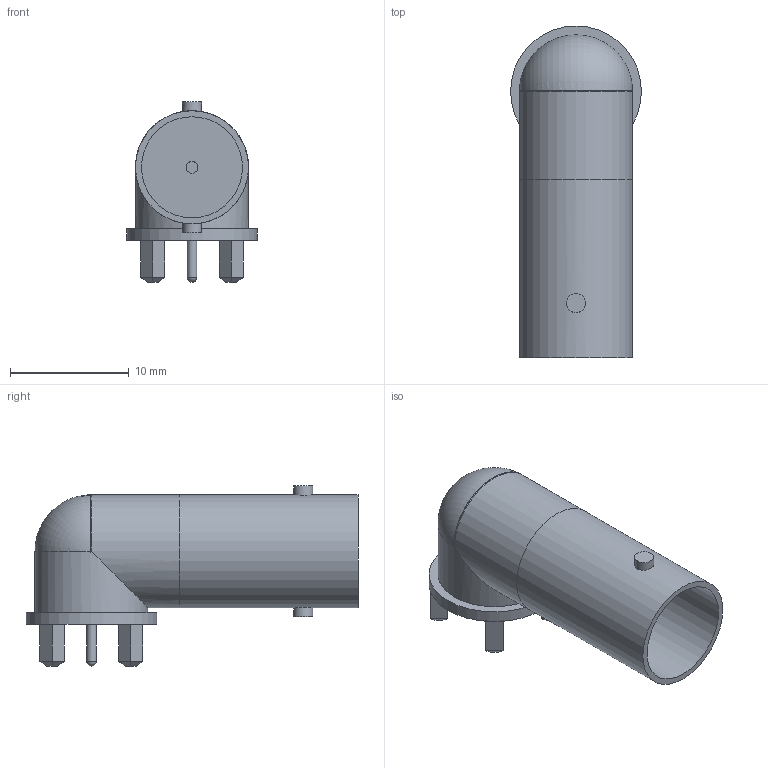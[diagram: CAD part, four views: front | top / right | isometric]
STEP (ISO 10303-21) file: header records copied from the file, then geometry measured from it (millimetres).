
FILE_DESCRIPTION(('FreeCAD Model'),'2;1');
FILE_NAME('Open CASCADE Shape Model','2025-10-09T22:01:15',(''),(''), 'Open CASCADE STEP processor 7.8','FreeCAD','Unknown');
FILE_SCHEMA(('AUTOMOTIVE_DESIGN { 1 0 10303 214 1 1 1 1 }'));
Length unit declared in the file: millimetre
Products named in the file (1): DOSIN_801_0051_Model
Bounding box: 11 x 27.9 x 15.15 mm (x, y, z)
Volume: 959.5 mm3; surface area: 1848.3 mm2
Topology: 1 solids, 2 shells, 62 faces, 126 edges, 77 vertices
Faces by surface type: plane 46, cylinder 13, revolution 2, sphere 1
Full cylindrical faces by diameter (mm): 0.8 x1, 1 x1, 1.6 x2, 8.5 x2, 9.5 x3, 11 x1
Entity records: 2868 total; most frequent: CARTESIAN_POINT 979, DIRECTION 271, ORIENTED_EDGE 250, EDGE_CURVE 125, LINE 95, VECTOR 95, AXIS2_PLACEMENT_3D 87, VERTEX_POINT 77
